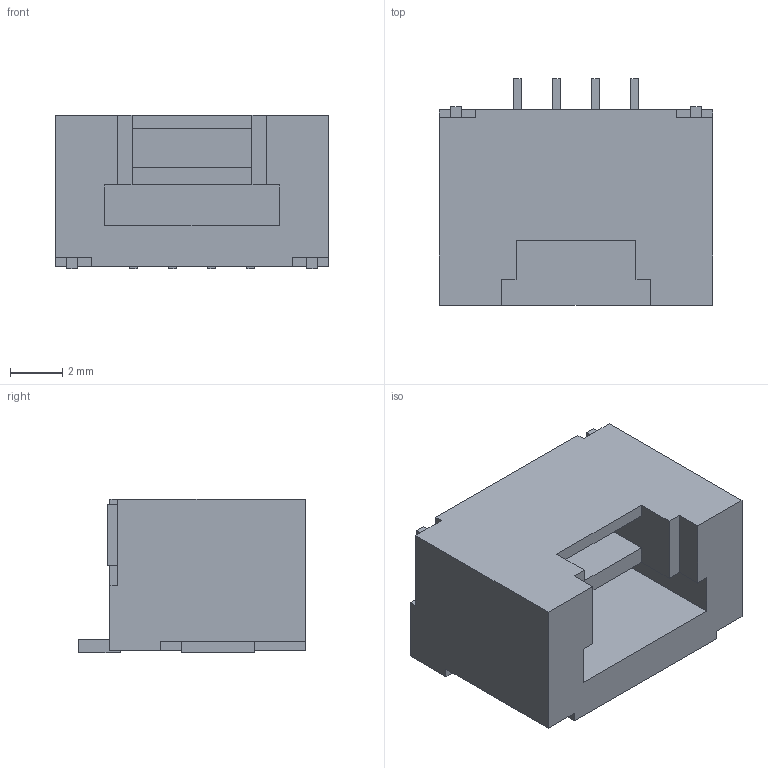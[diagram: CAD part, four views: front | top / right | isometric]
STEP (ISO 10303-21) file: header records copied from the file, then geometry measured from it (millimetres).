
FILE_DESCRIPTION(('FreeCAD Model'),'2;1');
FILE_NAME('JST_ZE_SM04B-ZESS-TB_1x04-1MP_P1.50mm_Horizontal.step','2020-01-06T16:07:33',('kicad StepUp') ,('ksu MCAD'),'Open CASCADE STEP processor 7.3','FreeCAD','Unknown');
FILE_SCHEMA(('AUTOMOTIVE_DESIGN { 1 0 10303 214 1 1 1 1 }'));
Length unit declared in the file: millimetre
Products named in the file (1): JST_ZE_SM04B-ZESS-TB_1x04-1MP_P1.50mm_Horizontal
Bounding box: 10.5 x 8.7 x 5.9 mm (x, y, z)
Volume: 332.9 mm3; surface area: 510.7 mm2
Topology: 1 solids, 1 shells, 78 faces, 216 edges, 144 vertices
Faces by surface type: plane 78
Entity records: 2999 total; most frequent: CARTESIAN_POINT 439, ORIENTED_EDGE 432, DIRECTION 374, EDGE_CURVE 216, LINE 216, VECTOR 216, VERTEX_POINT 144, FACE_BOUND 82
